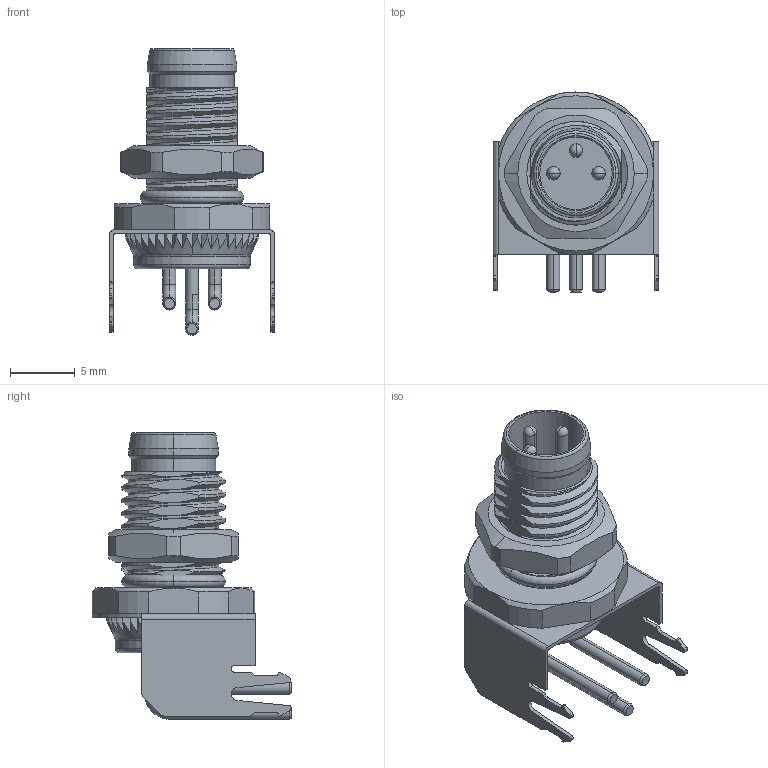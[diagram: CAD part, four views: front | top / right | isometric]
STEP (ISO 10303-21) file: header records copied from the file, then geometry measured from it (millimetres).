
FILE_DESCRIPTION((''),'2;1');
FILE_NAME('PRT0001','2023-06-11T',('gongcheng16'),(''),'PRO/ENGINEER BY PARAMETRIC TECHNOLOGY CORPORATION, 2010280','PRO/ENGINEER BY PARAMETRIC TECHNOLOGY CORPORATION, 2010280','');
FILE_SCHEMA(('CONFIG_CONTROL_DESIGN'));
Length unit declared in the file: millimetre
Products named in the file (1): PRT0001
Bounding box: 12.8 x 15.45 x 22.15 mm (x, y, z)
Surface area: 2748.9 mm2 (no closed solid volume)
Topology: 0 solids, 9 shells, 650 faces, 1710 edges, 1101 vertices
Faces by surface type: plane 310, cylinder 214, cone 52, bspline 43, torus 25, sphere 6
Entity records: 27981 total; most frequent: CARTESIAN_POINT 12063, ORIENTED_EDGE 3408, DIRECTION 3228, EDGE_CURVE 1704, AXIS2_PLACEMENT_3D 1195, VERTEX_POINT 1101, VECTOR 838, LINE 838
